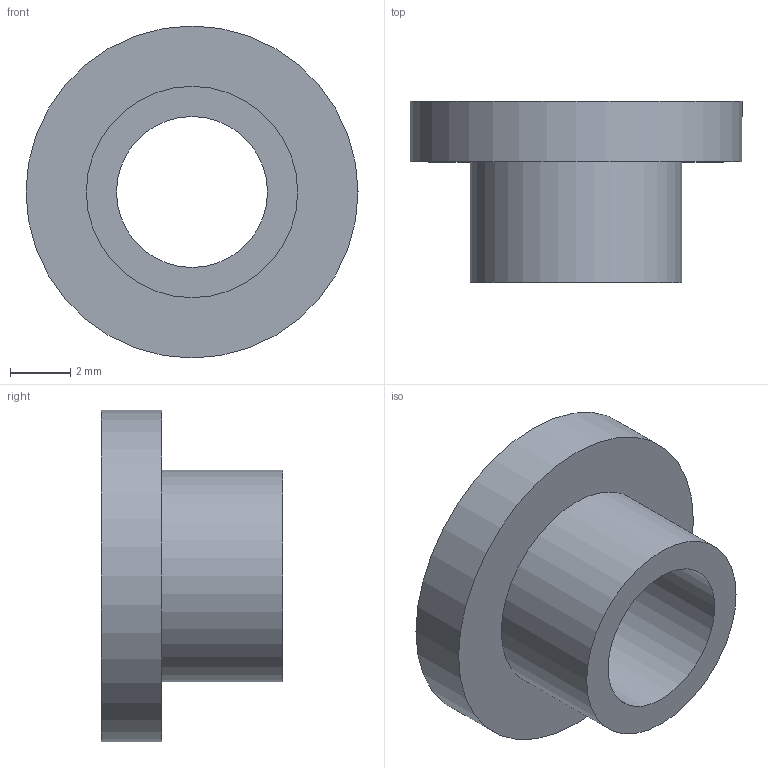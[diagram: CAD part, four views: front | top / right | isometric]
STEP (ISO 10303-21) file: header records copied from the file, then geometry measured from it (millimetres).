
FILE_DESCRIPTION(/* description */ (''),/* implementation_level */ '2;1');
FILE_NAME(/* name */ 'Bushing.step',/* time_stamp */ '2020-12-27T20:18:39+01:00',/* author */ (''),/* organization */ (''),/* preprocessor_version */ 'ST-DEVELOPER v18.1',/* originating_system */ 'Autodesk Translation Framework v9.7.1.1290',/* authorisation */ '');
FILE_SCHEMA (('AUTOMOTIVE_DESIGN { 1 0 10303 214 3 1 1 }'));
Length unit declared in the file: millimetre
Products named in the file (2): Zatezac; Bushing1
Assembly tree (1 placements, depth 2):
  Zatezac
    Bushing1
Bounding box: 11 x 6 x 11 mm (x, y, z)
Volume: 224.9 mm3; surface area: 398.7 mm2
Topology: 1 solids, 1 shells, 7 faces, 12 edges, 8 vertices
Faces by surface type: plane 3, cylinder 3, cone 1
Full cylindrical faces by diameter (mm): 5 x1, 7 x1, 11 x1
Entity records: 231 total; most frequent: DIRECTION 40, CARTESIAN_POINT 30, ORIENTED_EDGE 24, AXIS2_PLACEMENT_3D 18, EDGE_CURVE 12, EDGE_LOOP 10, CIRCLE 8, VERTEX_POINT 8
